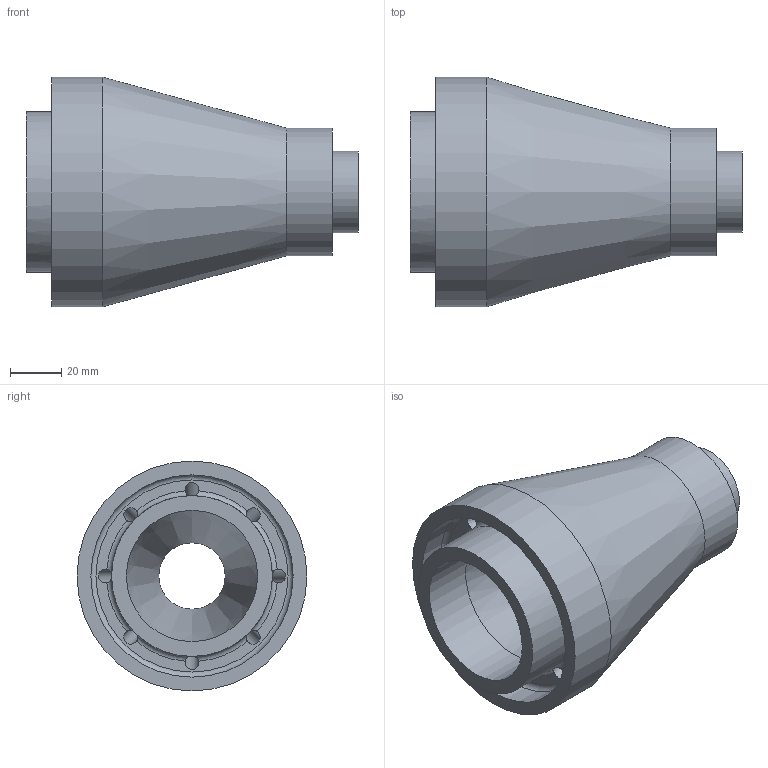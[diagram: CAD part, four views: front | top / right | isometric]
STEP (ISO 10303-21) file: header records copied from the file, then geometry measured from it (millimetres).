
FILE_DESCRIPTION( ( 'STEP AP214' ), '1' );
FILE_NAME( 'AGRU_70198633271_Poly-Flo Reducer_concentric_PE 100-RC black_90_63-50_32 SDR17_11 (architecture400).stp', '2022-01-21T07:56:45', ( 'License CC BY-ND 4.0' ), ( 'CADENAS' ), ' ', 'PARTsolutions', ' ' );
FILE_SCHEMA( ( 'AUTOMOTIVE_DESIGN { 1 0 10303 214 1 1 1 1 }' ) );
Length unit declared in the file: millimetre
Products named in the file (1): _AGRU_70198633271_Poly-Flo Reducer_concentric_PE 100-RC black_90/63-50/32  SDR17/11 (architecture400)
Bounding box: 130 x 90 x 90 mm (x, y, z)
Volume: 286025.6 mm3; surface area: 69754 mm2
Topology: 1 solids, 1 shells, 42 faces, 135 edges, 82 vertices
Faces by surface type: cylinder 16, plane 13, torus 11, cone 2
Full cylindrical faces by diameter (mm): 5.455 x8, 26 x1, 32 x1, 44 x1, 50 x1, 51.4 x1, 63 x1, 79.2 x1, 90 x1
Entity records: 2316 total; most frequent: CARTESIAN_POINT 907, DIRECTION 230, ORIENTED_EDGE 208, AXIS2_PLACEMENT_3D 115, EDGE_CURVE 104, VERTEX_POINT 72, EDGE_LOOP 68, FACE_OUTER_BOUND 61
